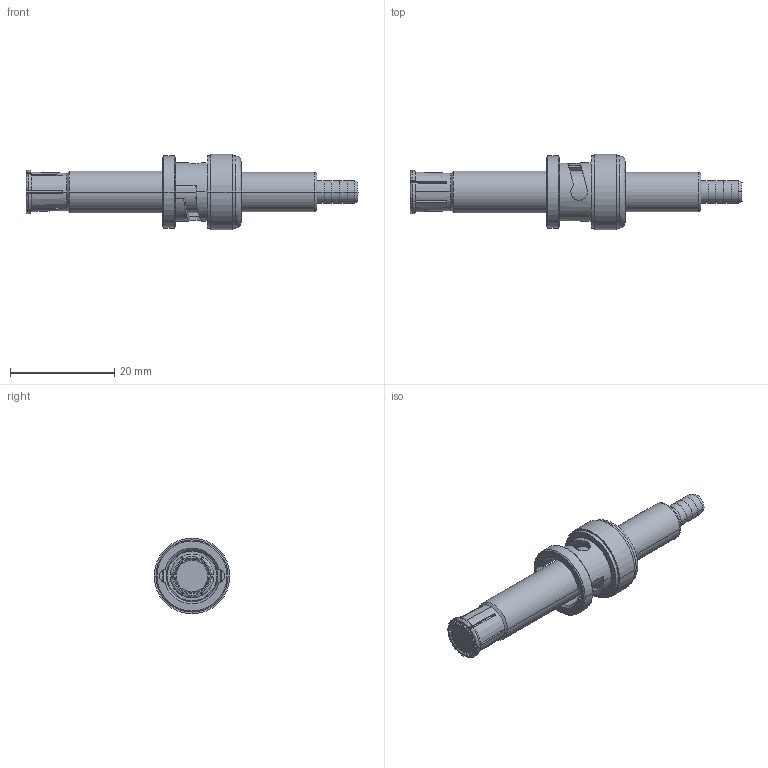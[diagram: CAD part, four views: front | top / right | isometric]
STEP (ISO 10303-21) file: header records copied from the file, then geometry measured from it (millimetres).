
FILE_DESCRIPTION (( 'STEP AP214' ), '1' );
FILE_NAME ('FMCN45836_3D.STEP', '2022-09-15T21:28:25', ( '' ), ( '' ), 'SwSTEP 2.0', 'SolidWorks 2021', '' );
FILE_SCHEMA (( 'AUTOMOTIVE_DESIGN' ));
Length unit declared in the file: inch
Products named in the file (1): FMCN45836_3D
Bounding box: 63.6 x 14.5 x 14.5 mm (x, y, z)
Volume: 3697.8 mm3; surface area: 2892.4 mm2
Topology: 1 solids, 2 shells, 166 faces, 422 edges, 269 vertices
Faces by surface type: cylinder 63, plane 56, cone 31, bspline 16
Entity records: 5506 total; most frequent: CARTESIAN_POINT 1606, ORIENTED_EDGE 844, DIRECTION 788, EDGE_CURVE 422, AXIS2_PLACEMENT_3D 331, VERTEX_POINT 269, CIRCLE 180, EDGE_LOOP 179
